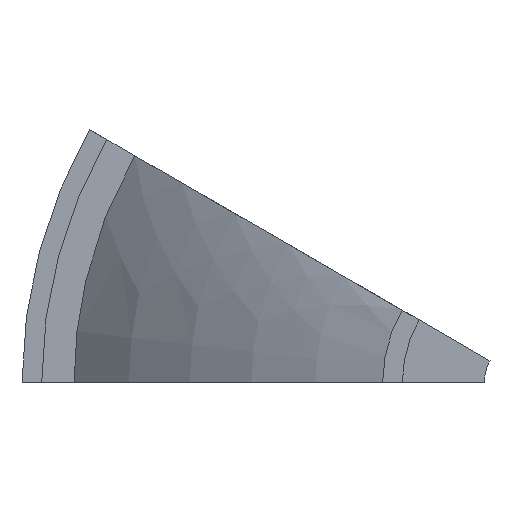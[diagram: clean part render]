
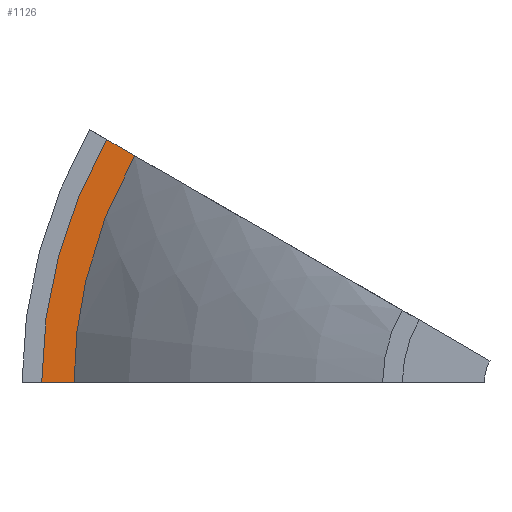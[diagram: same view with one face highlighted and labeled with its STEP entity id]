
A CAD part, left-side view. The second image highlights one B-rep face of the part: STEP entity #1126.
In plain terms, the highlighted planar face has unit normal (-1, 0, 0).
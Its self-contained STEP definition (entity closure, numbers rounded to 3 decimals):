
#102 = PLANE('',#103);
#103 = AXIS2_PLACEMENT_3D('',#104,#105,#106);
#104 = CARTESIAN_POINT('',(0.,0.,0.));
#105 = DIRECTION('',(0.,0.,-1.));
#106 = DIRECTION('',(1.,0.,0.));
#240 = PLANE('',#241);
#241 = AXIS2_PLACEMENT_3D('',#242,#243,#244);
#242 = CARTESIAN_POINT('',(0.,0.125,-0.467));
#243 = DIRECTION('',(0.,-0.5,0.866));
#244 = DIRECTION('',(0.,-0.866,-0.5));
#446 = VERTEX_POINT('',#447);
#447 = CARTESIAN_POINT('',(41.322,70.07,
    0.));
#499 = SURFACE_OF_REVOLUTION('',#500,#505);
#500 = ELLIPSE('',#501,129.,104.);
#501 = AXIS2_PLACEMENT_3D('',#502,#503,#504);
#502 = CARTESIAN_POINT('',(136.648,0.,-0.25));
#503 = DIRECTION('',(0.,0.,1.));
#504 = DIRECTION('',(1.,0.,0.));
#505 = AXIS1_PLACEMENT('',#506,#507);
#506 = CARTESIAN_POINT('',(136.648,0.,-0.25));
#507 = DIRECTION('',(1.,0.,0.));
#534 = EDGE_CURVE('',#535,#446,#537,.T.);
#535 = VERTEX_POINT('',#536);
#536 = CARTESIAN_POINT('',(41.322,75.,
    0.));
#537 = SURFACE_CURVE('',#538,(#542,#549),.PCURVE_S1.);
#538 = LINE('',#539,#540);
#539 = CARTESIAN_POINT('',(41.322,0.,0.));
#540 = VECTOR('',#541,1.);
#541 = DIRECTION('',(0.,-1.,0.));
#542 = PCURVE('',#102,#543);
#543 = DEFINITIONAL_REPRESENTATION('',(#544),#548);
#544 = LINE('',#545,#546);
#545 = CARTESIAN_POINT('',(41.322,0.));
#546 = VECTOR('',#547,1.);
#547 = DIRECTION('',(0.,1.));
#548 = ( GEOMETRIC_REPRESENTATION_CONTEXT(2) 
PARAMETRIC_REPRESENTATION_CONTEXT() REPRESENTATION_CONTEXT('2D SPACE',''
  ) );
#549 = PCURVE('',#550,#555);
#550 = PLANE('',#551);
#551 = AXIS2_PLACEMENT_3D('',#552,#553,#554);
#552 = CARTESIAN_POINT('',(41.322,0.,-0.25));
#553 = DIRECTION('',(1.,0.,0.));
#554 = DIRECTION('',(0.,1.,-0.));
#555 = DEFINITIONAL_REPRESENTATION('',(#556),#560);
#556 = LINE('',#557,#558);
#557 = CARTESIAN_POINT('',(-0.,0.25));
#558 = VECTOR('',#559,1.);
#559 = DIRECTION('',(-1.,0.));
#560 = ( GEOMETRIC_REPRESENTATION_CONTEXT(2) 
PARAMETRIC_REPRESENTATION_CONTEXT() REPRESENTATION_CONTEXT('2D SPACE',''
  ) );
#578 = CYLINDRICAL_SURFACE('',#579,75.);
#579 = AXIS2_PLACEMENT_3D('',#580,#581,#582);
#580 = CARTESIAN_POINT('',(41.322,0.,-0.25));
#581 = DIRECTION('',(1.,0.,0.));
#582 = DIRECTION('',(0.,1.,0.));
#800 = VERTEX_POINT('',#801);
#801 = CARTESIAN_POINT('',(41.322,65.077,
    37.033));
#822 = EDGE_CURVE('',#823,#800,#825,.T.);
#823 = VERTEX_POINT('',#824);
#824 = CARTESIAN_POINT('',(41.322,60.807,
    34.568));
#825 = SURFACE_CURVE('',#826,(#830,#837),.PCURVE_S1.);
#826 = LINE('',#827,#828);
#827 = CARTESIAN_POINT('',(41.322,0.125,-0.467));
#828 = VECTOR('',#829,1.);
#829 = DIRECTION('',(0.,0.866,0.5));
#830 = PCURVE('',#240,#831);
#831 = DEFINITIONAL_REPRESENTATION('',(#832),#836);
#832 = LINE('',#833,#834);
#833 = CARTESIAN_POINT('',(0.,41.322));
#834 = VECTOR('',#835,1.);
#835 = DIRECTION('',(-1.,0.));
#836 = ( GEOMETRIC_REPRESENTATION_CONTEXT(2) 
PARAMETRIC_REPRESENTATION_CONTEXT() REPRESENTATION_CONTEXT('2D SPACE',''
  ) );
#837 = PCURVE('',#550,#838);
#838 = DEFINITIONAL_REPRESENTATION('',(#839),#843);
#839 = LINE('',#840,#841);
#840 = CARTESIAN_POINT('',(0.125,-0.217));
#841 = VECTOR('',#842,1.);
#842 = DIRECTION('',(0.866,0.5));
#843 = ( GEOMETRIC_REPRESENTATION_CONTEXT(2) 
PARAMETRIC_REPRESENTATION_CONTEXT() REPRESENTATION_CONTEXT('2D SPACE',''
  ) );
#1103 = EDGE_CURVE('',#535,#800,#1104,.T.);
#1104 = SURFACE_CURVE('',#1105,(#1110,#1117),.PCURVE_S1.);
#1105 = CIRCLE('',#1106,75.);
#1106 = AXIS2_PLACEMENT_3D('',#1107,#1108,#1109);
#1107 = CARTESIAN_POINT('',(41.322,0.,-0.25));
#1108 = DIRECTION('',(1.,-0.,0.));
#1109 = DIRECTION('',(0.,1.,0.));
#1110 = PCURVE('',#578,#1111);
#1111 = DEFINITIONAL_REPRESENTATION('',(#1112),#1116);
#1112 = LINE('',#1113,#1114);
#1113 = CARTESIAN_POINT('',(0.,0.));
#1114 = VECTOR('',#1115,1.);
#1115 = DIRECTION('',(1.,0.));
#1116 = ( GEOMETRIC_REPRESENTATION_CONTEXT(2) 
PARAMETRIC_REPRESENTATION_CONTEXT() REPRESENTATION_CONTEXT('2D SPACE',''
  ) );
#1117 = PCURVE('',#550,#1118);
#1118 = DEFINITIONAL_REPRESENTATION('',(#1119),#1123);
#1119 = CIRCLE('',#1120,75.);
#1120 = AXIS2_PLACEMENT_2D('',#1121,#1122);
#1121 = CARTESIAN_POINT('',(0.,0.));
#1122 = DIRECTION('',(1.,-0.));
#1123 = ( GEOMETRIC_REPRESENTATION_CONTEXT(2) 
PARAMETRIC_REPRESENTATION_CONTEXT() REPRESENTATION_CONTEXT('2D SPACE',''
  ) );
#1126 = ADVANCED_FACE('',(#1127),#550,.F.);
#1127 = FACE_BOUND('',#1128,.T.);
#1128 = EDGE_LOOP('',(#1129,#1130,#1184,#1185));
#1129 = ORIENTED_EDGE('',*,*,#534,.T.);
#1130 = ORIENTED_EDGE('',*,*,#1131,.F.);
#1131 = EDGE_CURVE('',#823,#446,#1132,.T.);
#1132 = SURFACE_CURVE('',#1133,(#1148,#1166),.PCURVE_S1.);
#1133 = B_SPLINE_CURVE_WITH_KNOTS('',4,(#1134,#1135,#1136,#1137,#1138,
    #1139,#1140,#1141,#1142,#1143,#1144,#1145,#1146,#1147),
  .UNSPECIFIED.,.F.,.F.,(5,3,3,3,5),(0.,0.25,0.5,0.75,1.),
  .UNSPECIFIED.);
#1134 = CARTESIAN_POINT('',(41.322,60.683,
    34.785));
#1135 = CARTESIAN_POINT('',(41.322,61.829,
    32.799));
#1136 = CARTESIAN_POINT('',(41.322,62.889,
    30.763));
#1137 = CARTESIAN_POINT('',(41.322,63.859,
    28.683));
#1138 = CARTESIAN_POINT('',(41.322,65.614,
    24.446));
#1139 = CARTESIAN_POINT('',(41.322,66.399,
    22.289));
#1140 = CARTESIAN_POINT('',(41.322,67.089,
    20.1));
#1141 = CARTESIAN_POINT('',(41.322,68.276,
    15.671));
#1142 = CARTESIAN_POINT('',(41.322,68.773,
    13.43));
#1143 = CARTESIAN_POINT('',(41.322,69.171,
    11.169));
#1144 = CARTESIAN_POINT('',(41.322,69.77,
    6.623));
#1145 = CARTESIAN_POINT('',(41.322,69.97,
    4.336));
#1146 = CARTESIAN_POINT('',(41.322,70.07,
    2.043));
#1147 = CARTESIAN_POINT('',(41.322,70.07,-0.25));
#1148 = PCURVE('',#550,#1149);
#1149 = DEFINITIONAL_REPRESENTATION('',(#1150),#1165);
#1150 = B_SPLINE_CURVE_WITH_KNOTS('',4,(#1151,#1152,#1153,#1154,#1155,
    #1156,#1157,#1158,#1159,#1160,#1161,#1162,#1163,#1164),
  .UNSPECIFIED.,.F.,.F.,(5,3,3,3,5),(0.,0.25,0.5,0.75,1.),
  .UNSPECIFIED.);
#1151 = CARTESIAN_POINT('',(60.683,35.035));
#1152 = CARTESIAN_POINT('',(61.829,33.049));
#1153 = CARTESIAN_POINT('',(62.889,31.013));
#1154 = CARTESIAN_POINT('',(63.859,28.933));
#1155 = CARTESIAN_POINT('',(65.614,24.696));
#1156 = CARTESIAN_POINT('',(66.399,22.539));
#1157 = CARTESIAN_POINT('',(67.089,20.35));
#1158 = CARTESIAN_POINT('',(68.276,15.921));
#1159 = CARTESIAN_POINT('',(68.773,13.68));
#1160 = CARTESIAN_POINT('',(69.171,11.419));
#1161 = CARTESIAN_POINT('',(69.77,6.873));
#1162 = CARTESIAN_POINT('',(69.97,4.586));
#1163 = CARTESIAN_POINT('',(70.07,2.293));
#1164 = CARTESIAN_POINT('',(70.07,0.));
#1165 = ( GEOMETRIC_REPRESENTATION_CONTEXT(2) 
PARAMETRIC_REPRESENTATION_CONTEXT() REPRESENTATION_CONTEXT('2D SPACE',''
  ) );
#1166 = PCURVE('',#499,#1167);
#1167 = DEFINITIONAL_REPRESENTATION('',(#1168),#1183);
#1168 = B_SPLINE_CURVE_WITH_KNOTS('',4,(#1169,#1170,#1171,#1172,#1173,
    #1174,#1175,#1176,#1177,#1178,#1179,#1180,#1181,#1182),
  .UNSPECIFIED.,.F.,.F.,(5,3,3,3,5),(0.,0.25,0.5,0.75,1.),
  .UNSPECIFIED.);
#1169 = CARTESIAN_POINT('',(0.524,2.402));
#1170 = CARTESIAN_POINT('',(0.491,2.402));
#1171 = CARTESIAN_POINT('',(0.458,2.402));
#1172 = CARTESIAN_POINT('',(0.425,2.402));
#1173 = CARTESIAN_POINT('',(0.36,2.402));
#1174 = CARTESIAN_POINT('',(0.327,2.402));
#1175 = CARTESIAN_POINT('',(0.295,2.402));
#1176 = CARTESIAN_POINT('',(0.229,2.402));
#1177 = CARTESIAN_POINT('',(0.196,2.402));
#1178 = CARTESIAN_POINT('',(0.164,2.402));
#1179 = CARTESIAN_POINT('',(0.098,2.402));
#1180 = CARTESIAN_POINT('',(0.065,2.402));
#1181 = CARTESIAN_POINT('',(0.033,2.402));
#1182 = CARTESIAN_POINT('',(0.,2.402));
#1183 = ( GEOMETRIC_REPRESENTATION_CONTEXT(2) 
PARAMETRIC_REPRESENTATION_CONTEXT() REPRESENTATION_CONTEXT('2D SPACE',''
  ) );
#1184 = ORIENTED_EDGE('',*,*,#822,.T.);
#1185 = ORIENTED_EDGE('',*,*,#1103,.F.);
